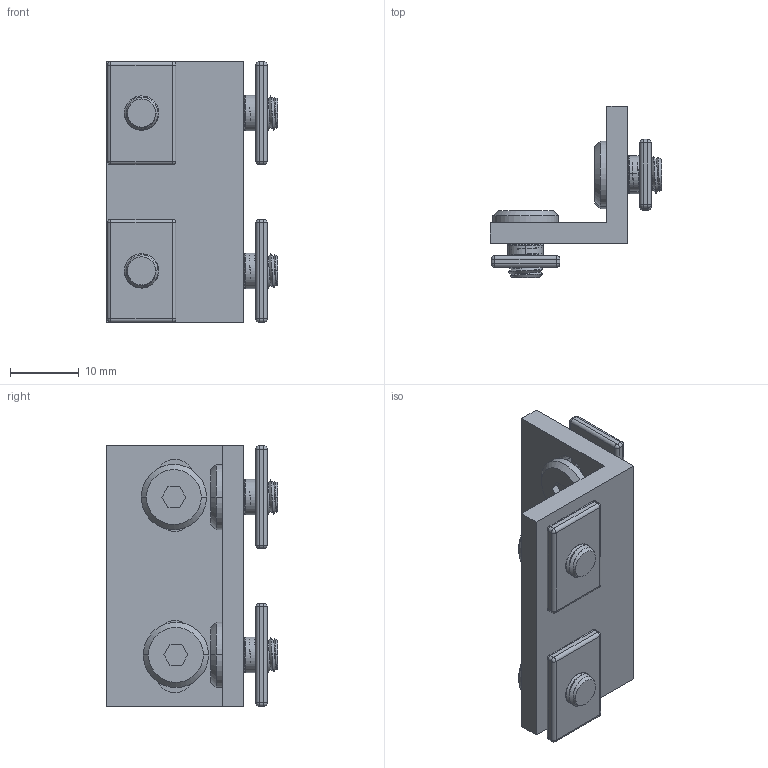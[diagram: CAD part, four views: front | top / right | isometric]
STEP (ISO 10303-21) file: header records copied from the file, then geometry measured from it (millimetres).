
FILE_DESCRIPTION (( 'STEP AP214' ), '1' );
FILE_NAME ('Double Universal L-Bracket with Bolts and Tee Nuts.step', '2015-01-21T14:50:47', ( 'Mark' ), ( '' ), 'SwSTEP 2.0', 'SolidWorks 2013', '' );
FILE_SCHEMA (( 'AUTOMOTIVE_DESIGN' ));
Length unit declared in the file: inch
Products named in the file (5): Universal L Bracket - Double; 5mm x 8mm Bolt with Tee Nut; Tee nut; 5mm x 8mm Low Profile Socket Head Screw_5mm x 8mm Low Profile; Double Universal L-Bracket with Bolts and Tee Nuts
Assembly tree (7 placements, depth 3):
  Double Universal L-Bracket with Bolts and Tee Nuts
    5mm x 8mm Bolt with Tee Nut  x4
      5mm x 8mm Low Profile Socket Head Screw_5mm x 8mm Low Profile
      Tee nut
    Universal L Bracket - Double
Bounding box: 25 x 25 x 38 mm (x, y, z)
Volume: 5440.9 mm3; surface area: 6164.3 mm2
Topology: 9 solids, 9 shells, 328 faces, 786 edges, 456 vertices
Faces by surface type: cylinder 156, plane 88, sphere 32, torus 24, cone 16, bspline 12
Entity records: 6481 total; most frequent: CARTESIAN_POINT 4015, DIRECTION 482, ORIENTED_EDGE 476, EDGE_CURVE 238, AXIS2_PLACEMENT_3D 179, VERTEX_POINT 147, LINE 124, VECTOR 124
